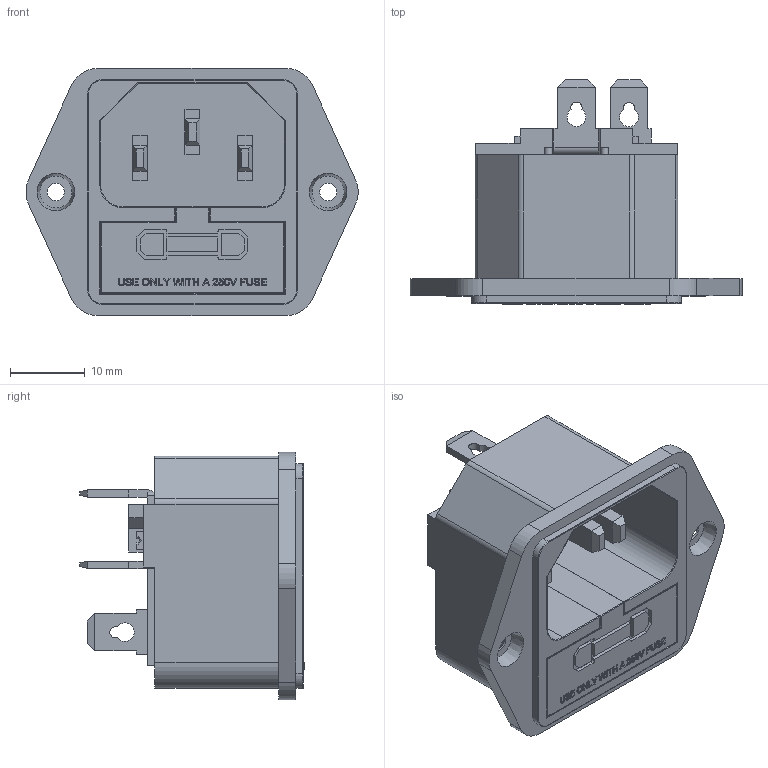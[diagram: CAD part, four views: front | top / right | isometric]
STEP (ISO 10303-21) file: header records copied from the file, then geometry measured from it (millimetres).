
FILE_DESCRIPTION((''),'1');
FILE_NAME('AC 3-Pin With Fuse.stp', '2017-04-27T01:59:54',('Gerard'), (''), 'KCM Version 1.1.1028.0', 'Kubotek KeyCreator', '');
FILE_SCHEMA(('AUTOMOTIVE_DESIGN'));
Length unit declared in the file: millimetre
Bounding box: 44.27 x 29.9 x 33 mm (x, y, z)
Volume: 9292.4 mm3; surface area: 9053.5 mm2
Topology: 11 solids, 11 shells, 686 faces, 1777 edges, 1145 vertices
Faces by surface type: plane 532, bspline 84, cylinder 62, torus 6, cone 2
Full cylindrical faces by diameter (mm): 2.295 x2
Entity records: 25317 total; most frequent: CARTESIAN_POINT 9025, ORIENTED_EDGE 3554, DIRECTION 2889, EDGE_CURVE 1777, VECTOR 1495, LINE 1495, VERTEX_POINT 1145, EDGE_LOOP 734
